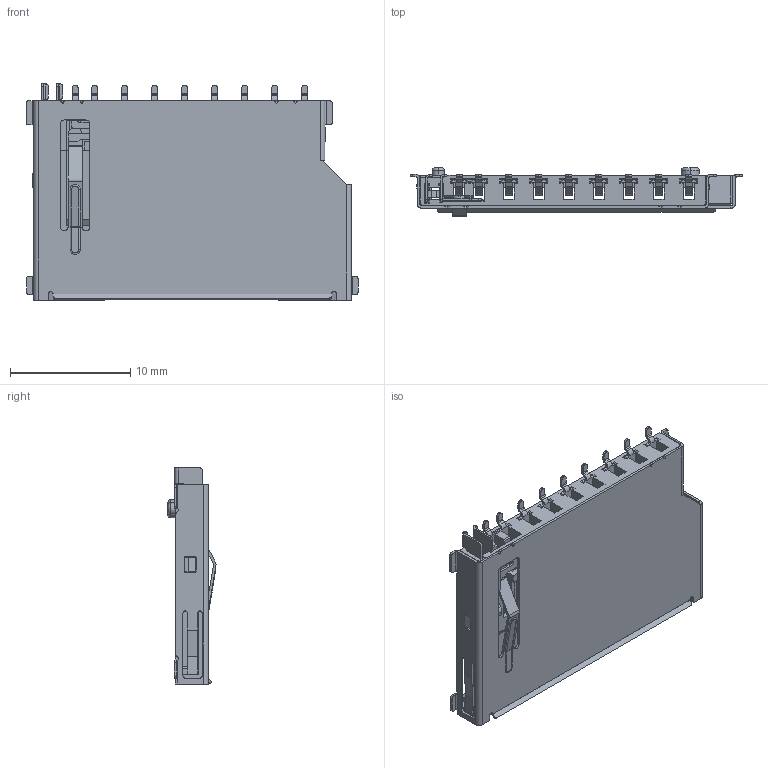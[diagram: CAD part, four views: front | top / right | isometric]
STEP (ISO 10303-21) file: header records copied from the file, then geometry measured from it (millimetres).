
FILE_DESCRIPTION(('STEP AP242'),'1');
FILE_NAME('693063020911.stp','2022-03-05T13:59:53',('TraceParts'),('TraceParts S.A.'),'Spatial InterOp 3D',' ',' ');
FILE_SCHEMA(('AP242_MANAGED_MODEL_BASED_3D_ENGINEERING_MIM_LF {1 0 10303 442 1 1 4}'));
Length unit declared in the file: millimetre
Products named in the file (1): 693063020911_1
Bounding box: 27.65 x 4 x 18 mm (x, y, z)
Volume: 449.6 mm3; surface area: 2618.5 mm2
Topology: 13 solids, 13 shells, 1061 faces, 3007 edges, 1956 vertices
Faces by surface type: plane 733, cylinder 293, bspline 21, torus 12, cone 2
Entity records: 38160 total; most frequent: CARTESIAN_POINT 6751, ORIENTED_EDGE 6010, DIRECTION 5666, EDGE_CURVE 3005, LINE 2348, VECTOR 2348, VERTEX_POINT 1956, AXIS2_PLACEMENT_3D 1659
